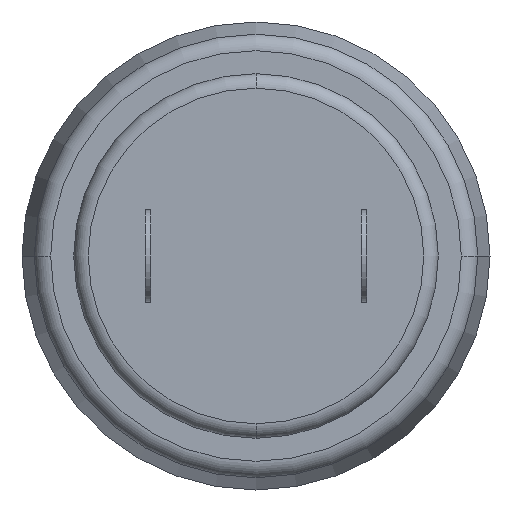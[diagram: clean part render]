
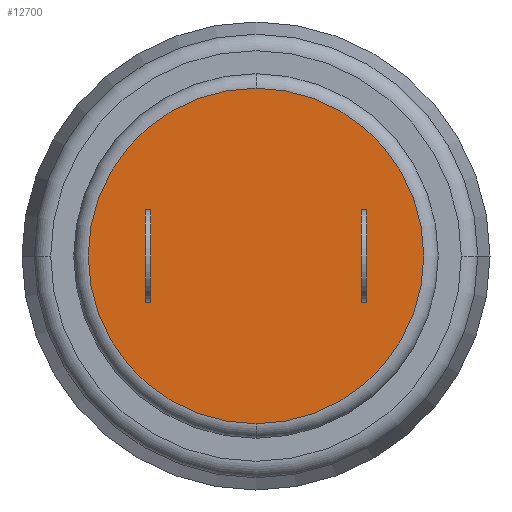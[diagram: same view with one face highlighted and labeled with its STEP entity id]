
A CAD part, front view. The second image highlights one B-rep face of the part: STEP entity #12700.
In plain terms, the highlighted planar face has unit normal (0, -1, 0).
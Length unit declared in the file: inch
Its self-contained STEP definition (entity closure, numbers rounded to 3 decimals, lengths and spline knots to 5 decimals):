
#2745=DIRECTION('',(0.,0.,-1.));
#2746=VECTOR('',#2745,0.158);
#2747=CARTESIAN_POINT('',(0.18,-0.668,0.079));
#2748=LINE('',#2747,#2746);
#2749=DIRECTION('',(1.,0.,0.));
#2750=VECTOR('',#2749,0.01);
#2751=CARTESIAN_POINT('',(0.18,-0.668,-0.079));
#2752=LINE('',#2751,#2750);
#2753=DIRECTION('',(0.,0.,-1.));
#2754=VECTOR('',#2753,0.158);
#2755=CARTESIAN_POINT('',(0.19,-0.668,0.079));
#2756=LINE('',#2755,#2754);
#2757=DIRECTION('',(1.,0.,0.));
#2758=VECTOR('',#2757,0.01);
#2759=CARTESIAN_POINT('',(0.18,-0.668,0.079));
#2760=LINE('',#2759,#2758);
#2761=DIRECTION('',(0.,0.,-1.));
#2762=VECTOR('',#2761,0.158);
#2763=CARTESIAN_POINT('',(-0.18,-0.668,0.079));
#2764=LINE('',#2763,#2762);
#2765=DIRECTION('',(-1.,0.,0.));
#2766=VECTOR('',#2765,0.01);
#2767=CARTESIAN_POINT('',(-0.18,-0.668,0.079));
#2768=LINE('',#2767,#2766);
#2769=DIRECTION('',(0.,0.,-1.));
#2770=VECTOR('',#2769,0.158);
#2771=CARTESIAN_POINT('',(-0.19,-0.668,0.079));
#2772=LINE('',#2771,#2770);
#2773=DIRECTION('',(-1.,0.,0.));
#2774=VECTOR('',#2773,0.01);
#2775=CARTESIAN_POINT('',(-0.18,-0.668,-0.079));
#2776=LINE('',#2775,#2774);
#2777=CARTESIAN_POINT('',(0.,-0.668,0.));
#2778=DIRECTION('',(0.,-1.,0.));
#2779=DIRECTION('',(0.,0.,1.));
#2780=AXIS2_PLACEMENT_3D('',#2777,#2778,#2779);
#2782=CARTESIAN_POINT('',(0.,-0.668,0.));
#2783=DIRECTION('',(0.,-1.,0.));
#2784=DIRECTION('',(0.,0.,-1.));
#2785=AXIS2_PLACEMENT_3D('',#2782,#2783,#2784);
#3011=CARTESIAN_POINT('',(0.18,-0.668,0.079));
#3012=CARTESIAN_POINT('',(0.18,-0.668,-0.079));
#3013=VERTEX_POINT('',#3011);
#3014=VERTEX_POINT('',#3012);
#3015=CARTESIAN_POINT('',(0.19,-0.668,0.079));
#3016=CARTESIAN_POINT('',(0.19,-0.668,-0.079));
#3017=VERTEX_POINT('',#3015);
#3018=VERTEX_POINT('',#3016);
#3035=CARTESIAN_POINT('',(-0.18,-0.668,0.079));
#3036=VERTEX_POINT('',#3035);
#3037=CARTESIAN_POINT('',(-0.18,-0.668,-0.079));
#3038=VERTEX_POINT('',#3037);
#3039=CARTESIAN_POINT('',(-0.19,-0.668,0.079));
#3040=VERTEX_POINT('',#3039);
#3041=CARTESIAN_POINT('',(-0.19,-0.668,-0.079));
#3042=VERTEX_POINT('',#3041);
#3043=CARTESIAN_POINT('',(0.,-0.668,0.2875));
#3044=CARTESIAN_POINT('',(0.,-0.668,-0.2875));
#3045=VERTEX_POINT('',#3043);
#3046=VERTEX_POINT('',#3044);
#12670=CARTESIAN_POINT('',(0.,-0.668,0.));
#12671=DIRECTION('',(0.,-1.,0.));
#12672=DIRECTION('',(0.,0.,-1.));
#12673=AXIS2_PLACEMENT_3D('',#12670,#12671,#12672);
#12674=PLANE('',#12673);
#12676=ORIENTED_EDGE('',*,*,#12675,.F.);
#12677=ORIENTED_EDGE('',*,*,#12660,.F.);
#12678=EDGE_LOOP('',(#12676,#12677));
#12679=FACE_OUTER_BOUND('',#12678,.F.);
#12681=ORIENTED_EDGE('',*,*,#12680,.T.);
#12683=ORIENTED_EDGE('',*,*,#12682,.T.);
#12685=ORIENTED_EDGE('',*,*,#12684,.F.);
#12687=ORIENTED_EDGE('',*,*,#12686,.F.);
#12688=EDGE_LOOP('',(#12681,#12683,#12685,#12687));
#12689=FACE_BOUND('',#12688,.F.);
#12691=ORIENTED_EDGE('',*,*,#12690,.F.);
#12693=ORIENTED_EDGE('',*,*,#12692,.T.);
#12695=ORIENTED_EDGE('',*,*,#12694,.T.);
#12697=ORIENTED_EDGE('',*,*,#12696,.F.);
#12698=EDGE_LOOP('',(#12691,#12693,#12695,#12697));
#12699=FACE_BOUND('',#12698,.F.);
#12700=ADVANCED_FACE('',(#12679,#12689,#12699),#12674,.T.);
#2781=CIRCLE('',#2780,0.2875);
#2786=CIRCLE('',#2785,0.2875);
#12660=EDGE_CURVE('',#3046,#3045,#2786,.T.);
#12675=EDGE_CURVE('',#3045,#3046,#2781,.T.);
#12680=EDGE_CURVE('',#3013,#3014,#2748,.T.);
#12682=EDGE_CURVE('',#3014,#3018,#2752,.T.);
#12684=EDGE_CURVE('',#3017,#3018,#2756,.T.);
#12686=EDGE_CURVE('',#3013,#3017,#2760,.T.);
#12690=EDGE_CURVE('',#3036,#3038,#2764,.T.);
#12692=EDGE_CURVE('',#3036,#3040,#2768,.T.);
#12694=EDGE_CURVE('',#3040,#3042,#2772,.T.);
#12696=EDGE_CURVE('',#3038,#3042,#2776,.T.);
